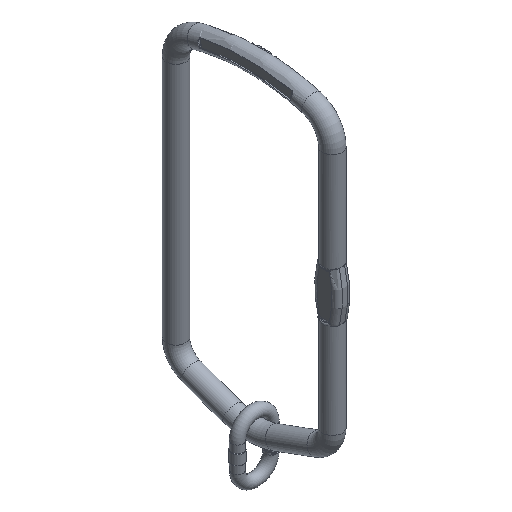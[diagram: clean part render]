
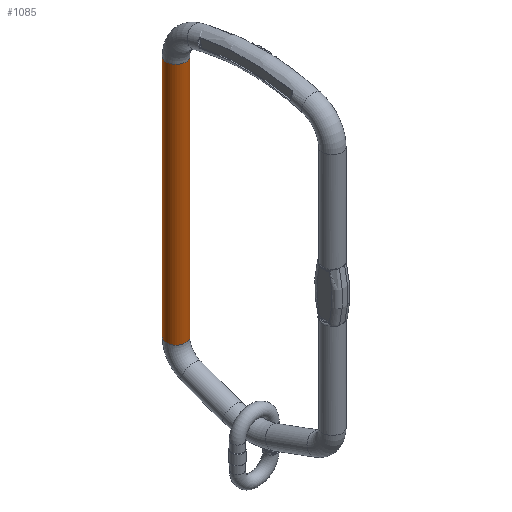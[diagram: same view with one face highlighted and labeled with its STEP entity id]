
A CAD part, isometric view. The second image highlights one B-rep face of the part: STEP entity #1085.
In plain terms, the highlighted cylindrical face has radius 11 mm (diameter 22 mm), a full revolution.
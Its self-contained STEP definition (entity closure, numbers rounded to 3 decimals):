
#1085=ADVANCED_FACE('',(#1292,#1293),#1247,.T.);
#1247=CYLINDRICAL_SURFACE('',#3722,11.);
#1292=FACE_BOUND('',#1416,.T.);
#1293=FACE_BOUND('',#1417,.T.);
#1416=EDGE_LOOP('',(#1984));
#1417=EDGE_LOOP('',(#1985));
#1984=ORIENTED_EDGE('',*,*,#3186,.T.);
#1985=ORIENTED_EDGE('',*,*,#3187,.F.);
#2786=VERTEX_POINT('',#6838);
#2787=VERTEX_POINT('',#6840);
#3186=EDGE_CURVE('',#2786,#2786,#3546,.T.);
#3187=EDGE_CURVE('',#2787,#2787,#3547,.T.);
#3546=CIRCLE('',#3720,11.);
#3547=CIRCLE('',#3721,11.);
#3720=AXIS2_PLACEMENT_3D('',#6837,#4154,#4155);
#3721=AXIS2_PLACEMENT_3D('',#6839,#4156,#4157);
#3722=AXIS2_PLACEMENT_3D('',#6841,#4158,#4159);
#4154=DIRECTION('',(0.,0.,1.));
#4155=DIRECTION('',(0.,1.,0.));
#4156=DIRECTION('',(0.,0.,1.));
#4157=DIRECTION('',(0.,1.,0.));
#4158=DIRECTION('',(0.,0.,-1.));
#4159=DIRECTION('',(-1.,0.,0.));
#6837=CARTESIAN_POINT('',(0.,88.5,-135.14));
#6838=CARTESIAN_POINT('',(0.,99.5,-135.14));
#6839=CARTESIAN_POINT('',(0.,88.5,140.266));
#6840=CARTESIAN_POINT('',(0.,99.5,140.266));
#6841=CARTESIAN_POINT('',(0.,88.5,140.266));
